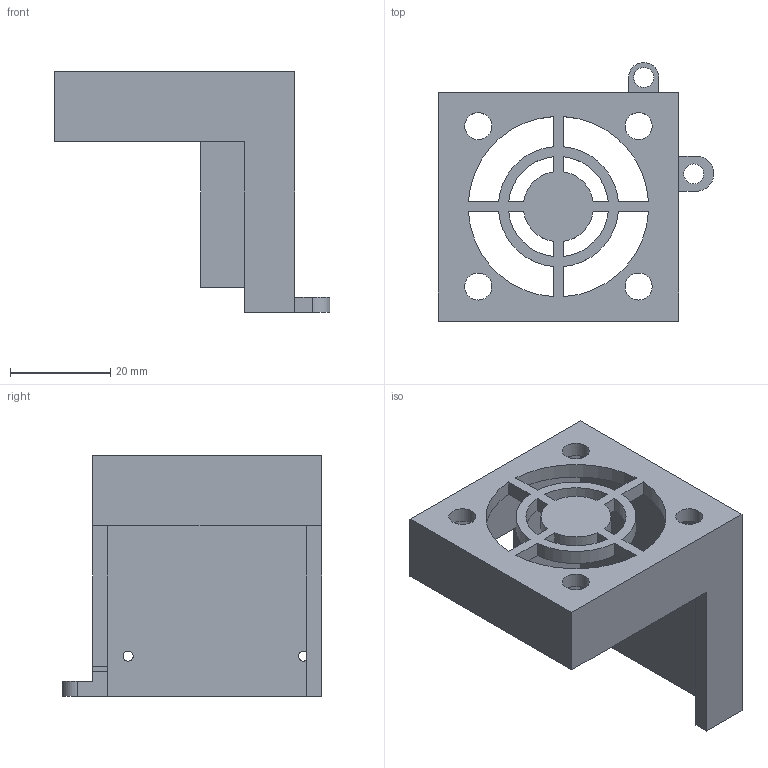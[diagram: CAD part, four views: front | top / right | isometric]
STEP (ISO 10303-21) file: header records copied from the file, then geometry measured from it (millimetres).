
FILE_DESCRIPTION(/* description */ (''),/* implementation_level */ '2;1');
FILE_NAME(/* name */ 'Ventilador E2.stp',/* time_stamp */ '2024-03-01T00:39:23+01:00',/* author */ ('Javier'),/* organization */ (''),/* preprocessor_version */ 'ST-DEVELOPER v19',/* originating_system */ 'Autodesk Inventor 2023',/* authorisation */ '');
FILE_SCHEMA (('AUTOMOTIVE_DESIGN { 1 0 10303 214 3 1 1 }'));
Length unit declared in the file: millimetre
Products named in the file (1): Ventilador E2
Bounding box: 55 x 51.7 x 48 mm (x, y, z)
Volume: 17098.7 mm3; surface area: 13589.7 mm2
Topology: 1 solids, 1 shells, 69 faces, 203 edges, 134 vertices
Faces by surface type: plane 41, cylinder 28
Full cylindrical faces by diameter (mm): 2 x4, 4 x2, 5.4 x4
Entity records: 2420 total; most frequent: CARTESIAN_POINT 407, ORIENTED_EDGE 406, DIRECTION 403, EDGE_CURVE 203, LINE 143, VECTOR 143, VERTEX_POINT 134, AXIS2_PLACEMENT_3D 130
